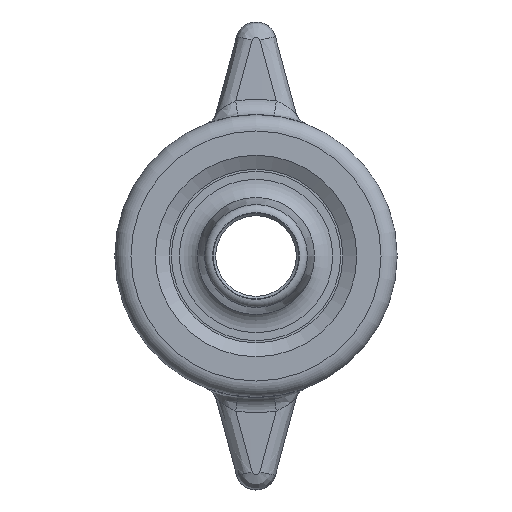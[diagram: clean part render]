
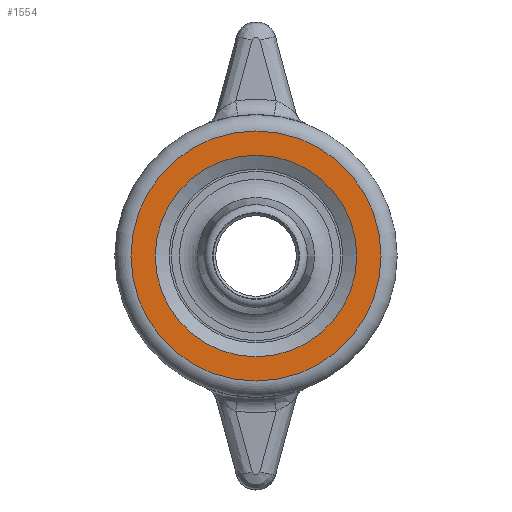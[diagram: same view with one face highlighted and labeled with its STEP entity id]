
A CAD part, left-side view. The second image highlights one B-rep face of the part: STEP entity #1554.
In plain terms, the highlighted planar face has unit normal (-1, 0, 0).
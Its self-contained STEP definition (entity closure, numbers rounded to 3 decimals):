
#102=FACE_BOUND('',#320,.T.);
#119=PLANE('',#1788);
#215=FACE_OUTER_BOUND('',#319,.T.);
#319=EDGE_LOOP('',(#1309,#1310));
#320=EDGE_LOOP('',(#1311,#1312));
#505=CIRCLE('',#1720,12.482);
#506=CIRCLE('',#1721,12.482);
#550=CIRCLE('',#1785,15.5);
#552=CIRCLE('',#1787,15.5);
#642=VERTEX_POINT('',#2499);
#643=VERTEX_POINT('',#2500);
#701=VERTEX_POINT('',#3109);
#702=VERTEX_POINT('',#3110);
#820=EDGE_CURVE('',#642,#643,#505,.T.);
#821=EDGE_CURVE('',#643,#642,#506,.T.);
#909=EDGE_CURVE('',#701,#702,#550,.T.);
#911=EDGE_CURVE('',#702,#701,#552,.T.);
#1309=ORIENTED_EDGE('',*,*,#909,.F.);
#1310=ORIENTED_EDGE('',*,*,#911,.F.);
#1311=ORIENTED_EDGE('',*,*,#820,.T.);
#1312=ORIENTED_EDGE('',*,*,#821,.T.);
#1554=ADVANCED_FACE('',(#215,#102),#119,.T.);
#1720=AXIS2_PLACEMENT_3D('',#2501,#2083,#2084);
#1721=AXIS2_PLACEMENT_3D('',#2502,#2085,#2086);
#1785=AXIS2_PLACEMENT_3D('',#3111,#2229,#2230);
#1787=AXIS2_PLACEMENT_3D('',#3113,#2233,#2234);
#1788=AXIS2_PLACEMENT_3D('',#3114,#2235,#2236);
#2083=DIRECTION('center_axis',(1.,0.,0.));
#2084=DIRECTION('ref_axis',(0.,0.,
-1.));
#2085=DIRECTION('center_axis',(1.,0.,0.));
#2086=DIRECTION('ref_axis',(0.,0.,
-1.));
#2229=DIRECTION('center_axis',(1.,0.,0.));
#2230=DIRECTION('ref_axis',(0.,1.,0.));
#2233=DIRECTION('center_axis',(1.,0.,0.));
#2234=DIRECTION('ref_axis',(0.,1.,0.));
#2235=DIRECTION('center_axis',(-1.,0.,0.));
#2236=DIRECTION('ref_axis',(0.,-1.,0.));
#2499=CARTESIAN_POINT('',(54.,0.,-12.482));
#2500=CARTESIAN_POINT('',(54.,0.,12.482));
#2501=CARTESIAN_POINT('Origin',(54.,0.,0.));
#2502=CARTESIAN_POINT('Origin',(54.,0.,0.));
#3109=CARTESIAN_POINT('',(54.,-15.5,0.));
#3110=CARTESIAN_POINT('',(54.,15.5,0.));
#3111=CARTESIAN_POINT('Origin',(54.,0.,0.));
#3113=CARTESIAN_POINT('Origin',(54.,0.,0.));
#3114=CARTESIAN_POINT('Origin',(54.,-8.75,0.));
